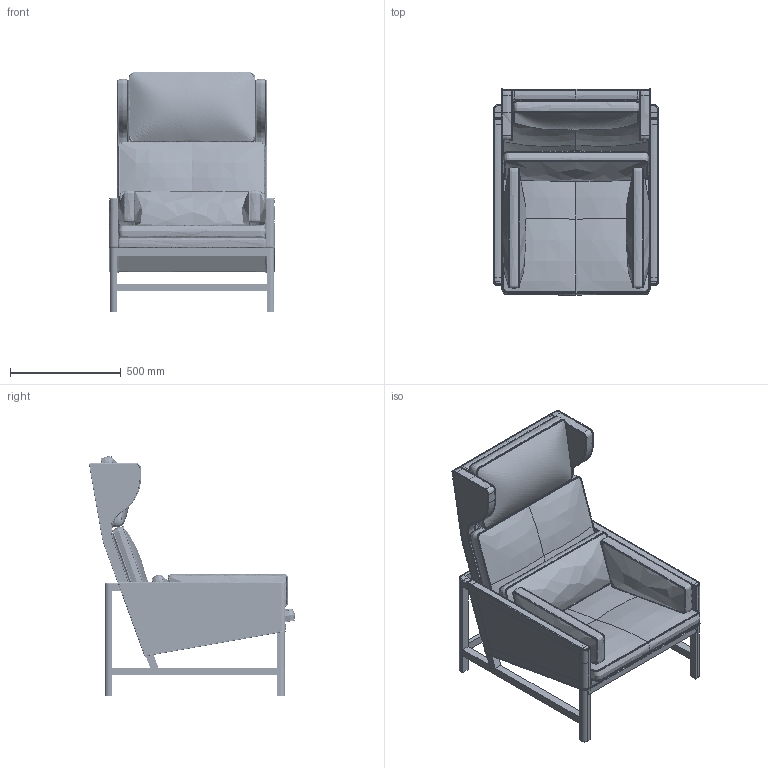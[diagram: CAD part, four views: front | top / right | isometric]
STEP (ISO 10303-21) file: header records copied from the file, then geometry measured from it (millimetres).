
FILE_DESCRIPTION(/* description */ (''),/* implementation_level */ '2;1');
FILE_NAME(/* name */ 'Wood_Frame_CB-51_3D',/* time_stamp */ '2023-10-06T12:36:14+02:00',/* author */ (''),/* organization */ (''),/* preprocessor_version */ 'ST-DEVELOPER v16.5',/* originating_system */ 'Rhino 7.31',/* authorisation */ '');
FILE_SCHEMA (('AUTOMOTIVE_DESIGN'));
Length unit declared in the file: centimetre
Products named in the file (2): Document; Wood_Frame_CB-51
Assembly tree (1 placements, depth 2):
  Document
    Wood_Frame_CB-51
Bounding box: 746.37 x 928.95 x 1080.22 mm (x, y, z)
Volume: 48306446.6 mm3; surface area: 9705337.7 mm2
Topology: 30 solids, 156 shells, 507 faces, 1481 edges, 1100 vertices
Faces by surface type: plane 312, bspline 136, cylinder 59
Full cylindrical faces by diameter (mm): 5 x1
Entity records: 148355 total; most frequent: CARTESIAN_POINT 137786, ORIENTED_EDGE 2325, EDGE_CURVE 1481, B_SPLINE_CURVE_WITH_KNOTS 1208, VERTEX_POINT 1100, ADVANCED_FACE 507, FACE_OUTER_BOUND 507, EDGE_LOOP 507
